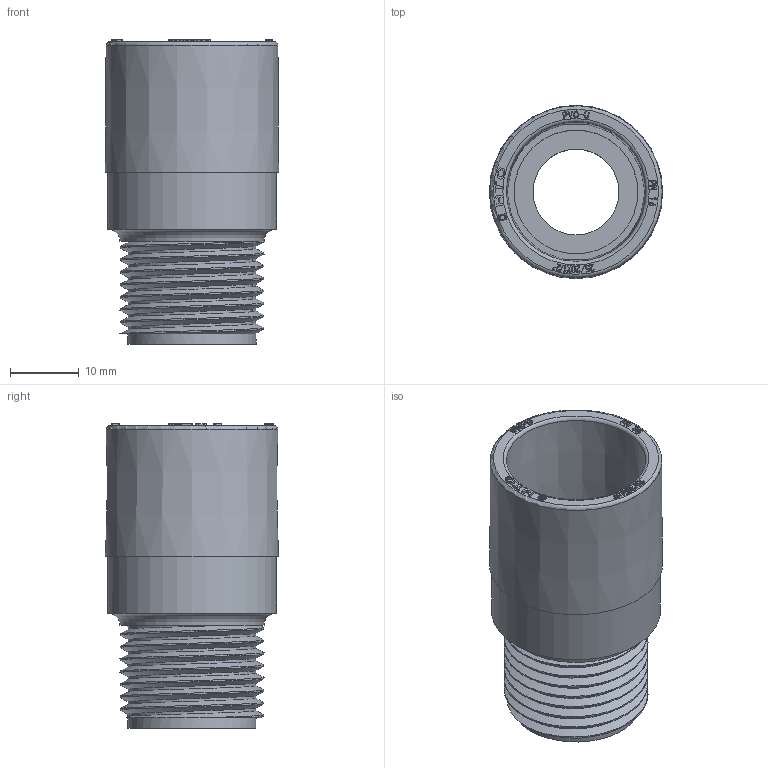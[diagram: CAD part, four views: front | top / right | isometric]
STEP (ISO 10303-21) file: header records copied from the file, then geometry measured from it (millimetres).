
FILE_DESCRIPTION(/* description */ (''),/* implementation_level */ '2;1');
FILE_NAME(/* name */ 'Z7A020020.stp',/* time_stamp */ '2025-10-14T08:10:37+08:00',/* author */ (''),/* organization */ (''),/* preprocessor_version */ 'ST-DEVELOPER v16.7',/* originating_system */ 'SIEMENS PLM Software NX 12.0',/* authorisation */ '');
FILE_SCHEMA (('AUTOMOTIVE_DESIGN { 1 0 10303 214 3 1 1 1 }'));
Length unit declared in the file: millimetre
Products named in the file (1): Admi18A8C8BF3hcx
Bounding box: 25.2 x 25.2 x 44.3 mm (x, y, z)
Volume: 9174 mm3; surface area: 6722 mm2
Topology: 1 solids, 1 shells, 624 faces, 1760 edges, 1173 vertices
Faces by surface type: plane 522, extrusion 75, cylinder 18, torus 4, cone 3, bspline 2
Full cylindrical faces by diameter (mm): 0.673 x1, 0.898 x1, 12.5 x1, 18 x1, 18.631 x7, 24.6 x1
Entity records: 23852 total; most frequent: CARTESIAN_POINT 10133, ORIENTED_EDGE 3434, DIRECTION 1800, EDGE_CURVE 1717, B_SPLINE_CURVE_WITH_KNOTS 1186, VERTEX_POINT 1150, EDGE_LOOP 667, VECTOR 644
